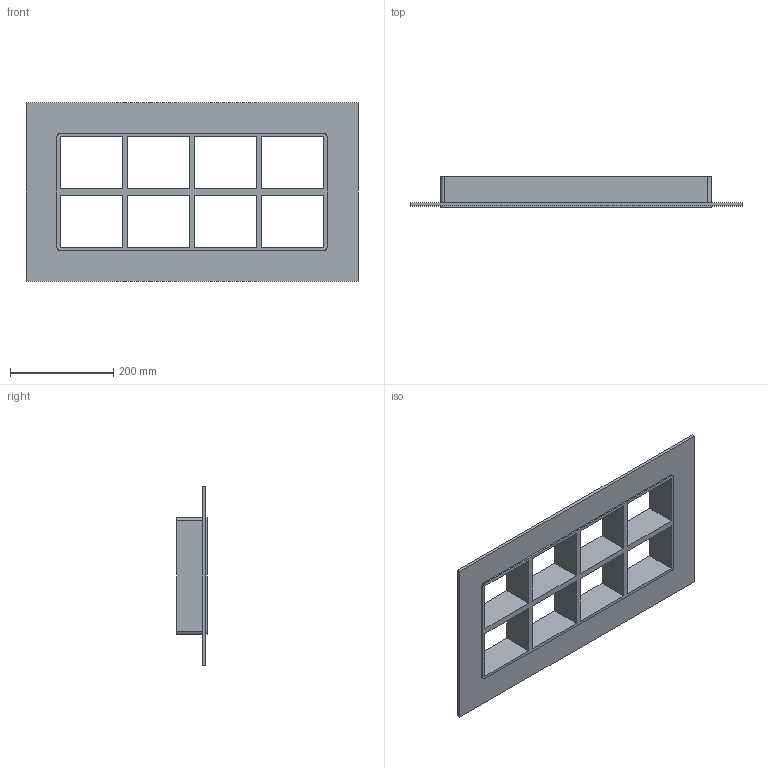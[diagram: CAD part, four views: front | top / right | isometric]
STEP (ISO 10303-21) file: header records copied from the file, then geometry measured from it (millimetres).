
FILE_DESCRIPTION((''),'2;1');
FILE_NAME('G2+2X4.stp','2013-06-28T12:53:55',(''),(''),'Autodesk Inventor 2013','Autodesk Inventor 2013','');
FILE_SCHEMA(('AUTOMOTIVE_DESIGN { 1 0 10303 214 1 1 1 1 }'));
Length unit declared in the file: millimetre
Products named in the file (1): roxtec S_SF_G
Bounding box: 644 x 60 x 346 mm (x, y, z)
Volume: 1888331.3 mm3; surface area: 555883.8 mm2
Topology: 1 solids, 1 shells, 56 faces, 156 edges, 104 vertices
Faces by surface type: plane 48, cylinder 8
Entity records: 1834 total; most frequent: CARTESIAN_POINT 317, ORIENTED_EDGE 312, DIRECTION 286, EDGE_CURVE 156, VECTOR 140, LINE 140, VERTEX_POINT 104, EDGE_LOOP 74
